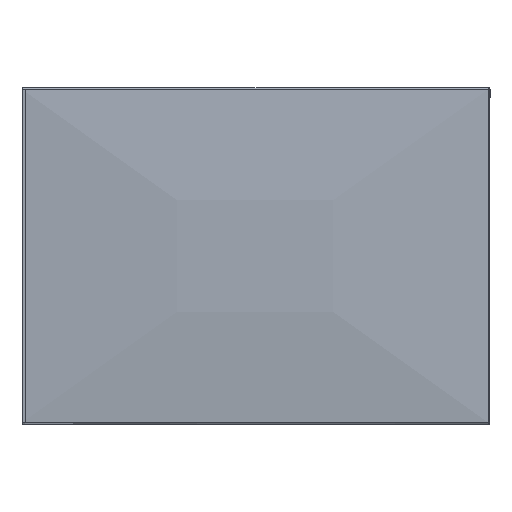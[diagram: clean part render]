
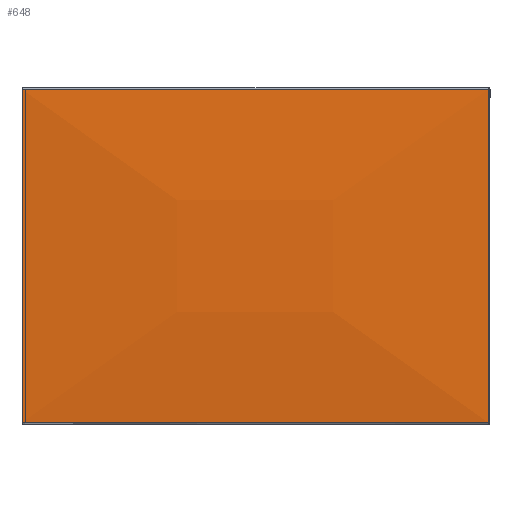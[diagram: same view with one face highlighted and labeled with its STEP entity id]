
A CAD part, left-side view. The second image highlights one B-rep face of the part: STEP entity #648.
In plain terms, the highlighted free-form (B-spline) face has degree [3, 3] with [4, 4] control points.
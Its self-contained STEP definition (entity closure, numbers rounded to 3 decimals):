
#68 = CARTESIAN_POINT ( 'NONE',  ( -1., 0.208, 0.9 ) ) ;
#87 = ORIENTED_EDGE ( 'NONE', *, *, #110, .F. ) ;
#110 = EDGE_CURVE ( 'NONE', #1129, #1097, #1320, .T. ) ;
#256 = CARTESIAN_POINT ( 'NONE',  ( -1., -0.62, 0.895 ) ) ;
#291 = ORIENTED_EDGE ( 'NONE', *, *, #857, .F. ) ;
#307 = VECTOR ( 'NONE', #1343, 1000. ) ;
#322 = CARTESIAN_POINT ( 'NONE',  ( -1.001, -0.205, 0.896 ) ) ;
#328 = CARTESIAN_POINT ( 'NONE',  ( -1.044, -0.208, 0.6 ) ) ;
#330 = CARTESIAN_POINT ( 'NONE',  ( -1., -0.62, 0.895 ) ) ;
#336 = CARTESIAN_POINT ( 'NONE',  ( -1., 0.625, 0.9 ) ) ;
#390 =( BOUNDED_CURVE ( )  B_SPLINE_CURVE ( 3, ( #1571, #617, #322, #330 ),
 .UNSPECIFIED., .F., .T. ) 
 B_SPLINE_CURVE_WITH_KNOTS ( ( 4, 4 ),
 ( 0., 1. ),
 .UNSPECIFIED. ) 
 CURVE ( )  GEOMETRIC_REPRESENTATION_ITEM ( )  RATIONAL_B_SPLINE_CURVE ( ( 1., 1., 1., 1. ) ) 
 REPRESENTATION_ITEM ( '' )  );
#472 = CARTESIAN_POINT ( 'NONE',  ( -1., -0.208, 0. ) ) ;
#474 = EDGE_LOOP ( 'NONE', ( #1682, #291, #814, #87 ) ) ;
#482 = FACE_OUTER_BOUND ( 'NONE', #474, .T. ) ;
#563 = EDGE_CURVE ( 'NONE', #1079, #1129, #1355, .T. ) ;
#607 = CARTESIAN_POINT ( 'NONE',  ( -1.044, 0.208, 0.6 ) ) ;
#617 = CARTESIAN_POINT ( 'NONE',  ( -1.001, 0.21, 0.896 ) ) ;
#640 = CARTESIAN_POINT ( 'NONE',  ( -1., -0.62, 0.005 ) ) ;
#648 = ADVANCED_FACE ( 'NONE', ( #482 ), #763, .F. ) ;
#763 = B_SPLINE_SURFACE_WITH_KNOTS ( 'NONE', 3, 3, ( 
 ( #998, #1730, #472, #1588 ),
 ( #1037, #896, #1579, #1703 ),
 ( #1570, #607, #328, #860 ),
 ( #336, #68, #1457, #1149 ) ),
 .UNSPECIFIED., .F., .F., .F.,
 ( 4, 4 ),
 ( 4, 4 ),
 ( 0., 1. ),
 ( 0., 1. ),
 .UNSPECIFIED. ) ;
#776 = CARTESIAN_POINT ( 'NONE',  ( -1., 0.625, 0.895 ) ) ;
#814 = ORIENTED_EDGE ( 'NONE', *, *, #1651, .F. ) ;
#821 = CARTESIAN_POINT ( 'NONE',  ( -1., -0.62, 0.005 ) ) ;
#857 = EDGE_CURVE ( 'NONE', #1598, #1079, #1783, .T. ) ;
#860 = CARTESIAN_POINT ( 'NONE',  ( -1., -0.625, 0.6 ) ) ;
#896 = CARTESIAN_POINT ( 'NONE',  ( -1.044, 0.208, 0.3 ) ) ;
#900 = CARTESIAN_POINT ( 'NONE',  ( -1., 0.625, 0.9 ) ) ;
#988 = CARTESIAN_POINT ( 'NONE',  ( -1.001, -0.621, 0.302 ) ) ;
#998 = CARTESIAN_POINT ( 'NONE',  ( -1., 0.625, 0. ) ) ;
#1037 = CARTESIAN_POINT ( 'NONE',  ( -1., 0.625, 0.3 ) ) ;
#1079 = VERTEX_POINT ( 'NONE', #640 ) ;
#1097 = VERTEX_POINT ( 'NONE', #776 ) ;
#1108 = CARTESIAN_POINT ( 'NONE',  ( -1.001, 0.21, 0.004 ) ) ;
#1129 = VERTEX_POINT ( 'NONE', #1655 ) ;
#1149 = CARTESIAN_POINT ( 'NONE',  ( -1., -0.625, 0.9 ) ) ;
#1265 = CARTESIAN_POINT ( 'NONE',  ( -1., -0.62, 0.895 ) ) ;
#1320 = LINE ( 'NONE', #900, #307 ) ;
#1343 = DIRECTION ( 'NONE',  ( 0., 0., 1. ) ) ;
#1355 = B_SPLINE_CURVE_WITH_KNOTS ( 'NONE', 3,
 ( #821, #1381, #1108, #1535 ),
 .UNSPECIFIED., .F., .F.,
 ( 4, 4 ),
 ( 0., 1. ),
 .UNSPECIFIED. ) ;
#1381 = CARTESIAN_POINT ( 'NONE',  ( -1.001, -0.205, 0.004 ) ) ;
#1457 = CARTESIAN_POINT ( 'NONE',  ( -1., -0.208, 0.9 ) ) ;
#1535 = CARTESIAN_POINT ( 'NONE',  ( -1., 0.625, 0.005 ) ) ;
#1549 = CARTESIAN_POINT ( 'NONE',  ( -1., -0.62, 0.005 ) ) ;
#1570 = CARTESIAN_POINT ( 'NONE',  ( -1., 0.625, 0.6 ) ) ;
#1571 = CARTESIAN_POINT ( 'NONE',  ( -1., 0.625, 0.895 ) ) ;
#1579 = CARTESIAN_POINT ( 'NONE',  ( -1.044, -0.208, 0.3 ) ) ;
#1588 = CARTESIAN_POINT ( 'NONE',  ( -1., -0.625, 0. ) ) ;
#1598 = VERTEX_POINT ( 'NONE', #1265 ) ;
#1651 = EDGE_CURVE ( 'NONE', #1097, #1598, #390, .T. ) ;
#1655 = CARTESIAN_POINT ( 'NONE',  ( -1., 0.625, 0.005 ) ) ;
#1682 = ORIENTED_EDGE ( 'NONE', *, *, #563, .F. ) ;
#1703 = CARTESIAN_POINT ( 'NONE',  ( -1., -0.625, 0.3 ) ) ;
#1730 = CARTESIAN_POINT ( 'NONE',  ( -1., 0.208, 0. ) ) ;
#1783 = B_SPLINE_CURVE_WITH_KNOTS ( 'NONE', 3,
 ( #256, #1817, #988, #1549 ),
 .UNSPECIFIED., .F., .F.,
 ( 4, 4 ),
 ( 0., 1. ),
 .UNSPECIFIED. ) ;
#1817 = CARTESIAN_POINT ( 'NONE',  ( -1.001, -0.621, 0.598 ) ) ;
